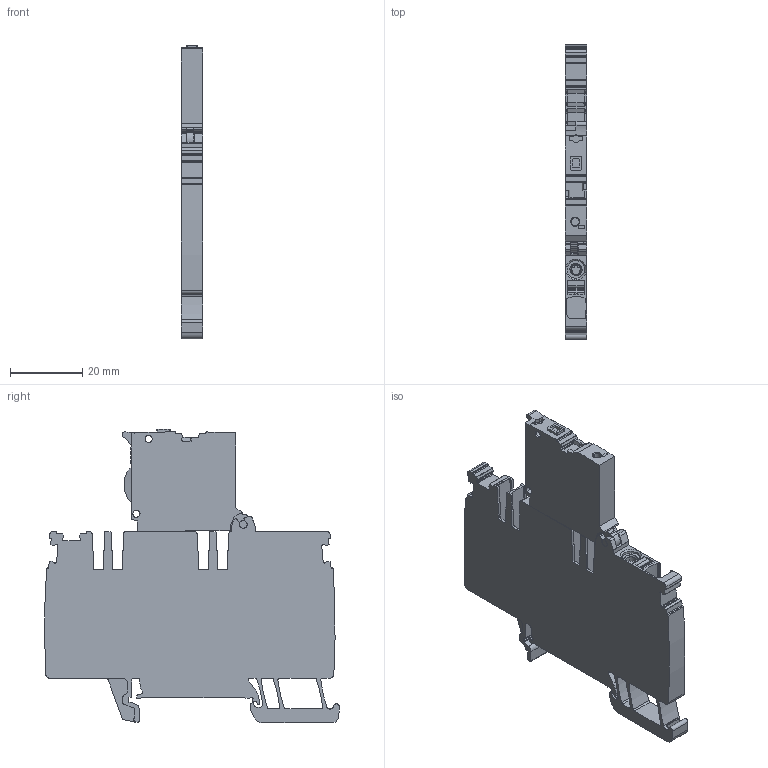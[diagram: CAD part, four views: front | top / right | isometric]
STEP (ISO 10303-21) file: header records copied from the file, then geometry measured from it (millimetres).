
FILE_DESCRIPTION(('CATIA V5R24 STEP','CAx-IF Rec.Pracs.--- Model Styling and Organization---1.2---2011-12-15'),'2;1');
FILE_NAME ('9325224_2', '2017-09-25T12:52:13+00:00', ('Weidmueller Interface'), ('Weidmueller'), 'CATIA Version 5-6 Release 2014 SP4 HF52', 'CATIA V5 STEP AP214', 'none');
FILE_SCHEMA(('AUTOMOTIVE_DESIGN { 1 0 10303 214 1 1 1 1 }'));
Length unit declared in the file: millimetre
Products named in the file (1): 2460200000_AAP21_4_FS
Bounding box: 6.1 x 81.8 x 81.6 mm (x, y, z)
Volume: 24458.3 mm3; surface area: 13798 mm2
Topology: 3 solids, 3 shells, 1302 faces, 3831 edges, 2568 vertices
Faces by surface type: plane 863, cylinder 366, extrusion 54, cone 11, bspline 6, torus 2
Entity records: 44584 total; most frequent: CARTESIAN_POINT 9564, ORIENTED_EDGE 7662, DIRECTION 5832, EDGE_CURVE 3831, VECTOR 2981, LINE 2927, VERTEX_POINT 2568, AXIS2_PLACEMENT_3D 1754
